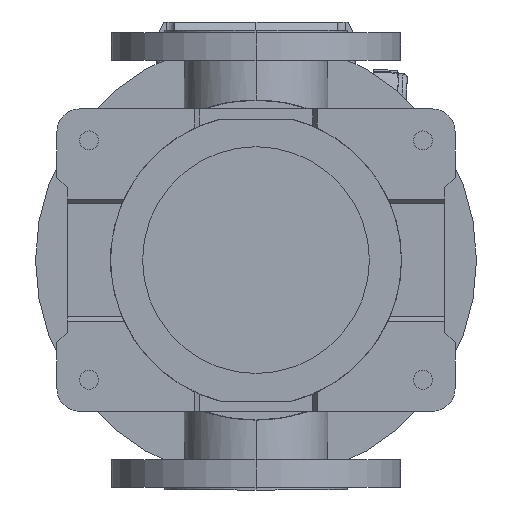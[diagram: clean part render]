
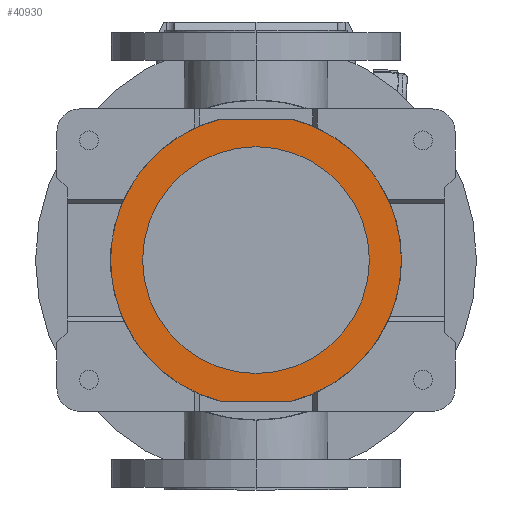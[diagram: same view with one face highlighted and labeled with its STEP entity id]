
A CAD part, front view. The second image highlights one B-rep face of the part: STEP entity #40930.
In plain terms, the highlighted face is planar.
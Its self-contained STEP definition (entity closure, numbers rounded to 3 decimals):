
#1153 = PLANE ( 'NONE',  #19336 ) ;
#2279 = DIRECTION ( 'NONE',  ( 1., 0., 0. ) ) ;
#3256 = VERTEX_POINT ( 'NONE', #26225 ) ;
#3452 = ORIENTED_EDGE ( 'NONE', *, *, #9210, .T. ) ;
#3716 = CARTESIAN_POINT ( 'NONE',  ( 0., 0., 45. ) ) ;
#4004 = DIRECTION ( 'NONE',  ( 0., 0., 1. ) ) ;
#4989 = DIRECTION ( 'NONE',  ( -1., 0., 0. ) ) ;
#5290 = DIRECTION ( 'NONE',  ( 1., 0., 0. ) ) ;
#5597 = AXIS2_PLACEMENT_3D ( 'NONE', #51562, #24854, #2279 ) ;
#5734 = DIRECTION ( 'NONE',  ( 0., 0., -1. ) ) ;
#7638 = ORIENTED_EDGE ( 'NONE', *, *, #21769, .T. ) ;
#8937 = EDGE_LOOP ( 'NONE', ( #3452, #30688 ) ) ;
#9080 = DIRECTION ( 'NONE',  ( 0., 0., -1. ) ) ;
#9210 = EDGE_CURVE ( 'NONE', #47980, #28341, #18514, .T. ) ;
#10781 = DIRECTION ( 'NONE',  ( -1., 0., 0. ) ) ;
#10782 = CARTESIAN_POINT ( 'NONE',  ( 28.218, 112., 45. ) ) ;
#10972 = ORIENTED_EDGE ( 'NONE', *, *, #45445, .T. ) ;
#11863 = CIRCLE ( 'NONE', #38083, 90. ) ;
#14095 = CARTESIAN_POINT ( 'NONE',  ( 90., 0., 45. ) ) ;
#15647 = AXIS2_PLACEMENT_3D ( 'NONE', #18919, #5734, #18619 ) ;
#17004 = DIRECTION ( 'NONE',  ( 0., 0., 1. ) ) ;
#17523 = AXIS2_PLACEMENT_3D ( 'NONE', #19080, #37542, #5290 ) ;
#18514 = CIRCLE ( 'NONE', #22271, 90. ) ;
#18619 = DIRECTION ( 'NONE',  ( 1., 0., 0. ) ) ;
#18772 = FACE_BOUND ( 'NONE', #8937, .T. ) ;
#18919 = CARTESIAN_POINT ( 'NONE',  ( 0., 0., 45. ) ) ;
#19080 = CARTESIAN_POINT ( 'NONE',  ( 0., 0., 45. ) ) ;
#19336 = AXIS2_PLACEMENT_3D ( 'NONE', #41622, #9080, #4989 ) ;
#21769 = EDGE_CURVE ( 'NONE', #38756, #35992, #46280, .T. ) ;
#22271 = AXIS2_PLACEMENT_3D ( 'NONE', #34296, #17004, #53043 ) ;
#22643 = VERTEX_POINT ( 'NONE', #30391 ) ;
#24518 = EDGE_LOOP ( 'NONE', ( #10972, #34559, #7638, #47781, #47972 ) ) ;
#24854 = DIRECTION ( 'NONE',  ( 0., 0., -1. ) ) ;
#25262 = CIRCLE ( 'NONE', #5597, 115.5 ) ;
#25709 = LINE ( 'NONE', #39190, #40194 ) ;
#26225 = CARTESIAN_POINT ( 'NONE',  ( -28.218, 112., 45. ) ) ;
#28341 = VERTEX_POINT ( 'NONE', #14095 ) ;
#29518 = CARTESIAN_POINT ( 'NONE',  ( -31.04, -112., 45. ) ) ;
#29806 = CARTESIAN_POINT ( 'NONE',  ( -90., 0., 45. ) ) ;
#30391 = CARTESIAN_POINT ( 'NONE',  ( 115.5, 0., 45. ) ) ;
#30688 = ORIENTED_EDGE ( 'NONE', *, *, #42961, .T. ) ;
#31516 = CIRCLE ( 'NONE', #17523, 115.5 ) ;
#33409 = CIRCLE ( 'NONE', #15647, 115.5 ) ;
#34296 = CARTESIAN_POINT ( 'NONE',  ( 0., 0., 45. ) ) ;
#34559 = ORIENTED_EDGE ( 'NONE', *, *, #41293, .T. ) ;
#34793 = DIRECTION ( 'NONE',  ( 1., 0., 0. ) ) ;
#34807 = DIRECTION ( 'NONE',  ( -1., 0., 0. ) ) ;
#35992 = VERTEX_POINT ( 'NONE', #40515 ) ;
#37542 = DIRECTION ( 'NONE',  ( 0., 0., -1. ) ) ;
#38083 = AXIS2_PLACEMENT_3D ( 'NONE', #3716, #4004, #34807 ) ;
#38756 = VERTEX_POINT ( 'NONE', #57333 ) ;
#39190 = CARTESIAN_POINT ( 'NONE',  ( -31.04, 112., 45. ) ) ;
#40194 = VECTOR ( 'NONE', #34793, 1000. ) ;
#40515 = CARTESIAN_POINT ( 'NONE',  ( -28.218, -112., 45. ) ) ;
#40930 = ADVANCED_FACE ( 'NONE', ( #18772, #54548 ), #1153, .T. ) ;
#41293 = EDGE_CURVE ( 'NONE', #22643, #38756, #31516, .T. ) ;
#41622 = CARTESIAN_POINT ( 'NONE',  ( 127.05, -123.2, 45. ) ) ;
#42961 = EDGE_CURVE ( 'NONE', #28341, #47980, #11863, .T. ) ;
#45445 = EDGE_CURVE ( 'NONE', #55188, #22643, #33409, .T. ) ;
#46280 = LINE ( 'NONE', #29518, #48815 ) ;
#47781 = ORIENTED_EDGE ( 'NONE', *, *, #48219, .T. ) ;
#47972 = ORIENTED_EDGE ( 'NONE', *, *, #48051, .T. ) ;
#47980 = VERTEX_POINT ( 'NONE', #29806 ) ;
#48051 = EDGE_CURVE ( 'NONE', #3256, #55188, #25709, .T. ) ;
#48219 = EDGE_CURVE ( 'NONE', #35992, #3256, #25262, .T. ) ;
#48815 = VECTOR ( 'NONE', #10781, 1000. ) ;
#51562 = CARTESIAN_POINT ( 'NONE',  ( 0., 0., 45. ) ) ;
#53043 = DIRECTION ( 'NONE',  ( -1., 0., 0. ) ) ;
#54548 = FACE_OUTER_BOUND ( 'NONE', #24518, .T. ) ;
#55188 = VERTEX_POINT ( 'NONE', #10782 ) ;
#57333 = CARTESIAN_POINT ( 'NONE',  ( 28.218, -112., 45. ) ) ;
